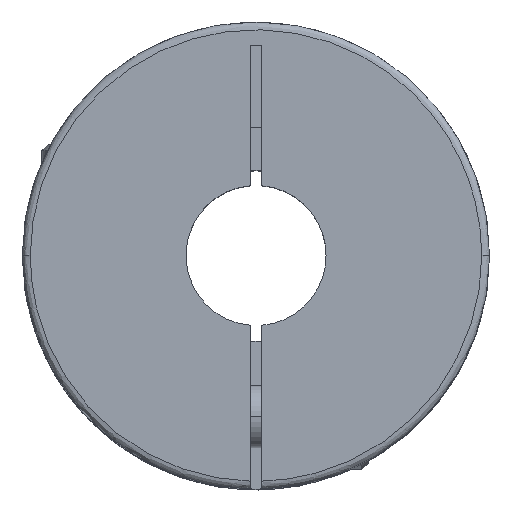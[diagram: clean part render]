
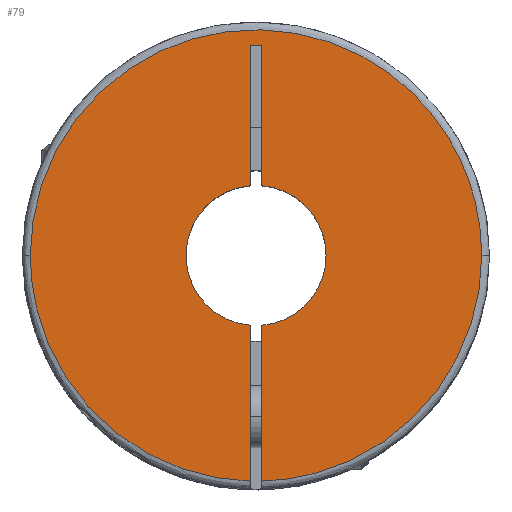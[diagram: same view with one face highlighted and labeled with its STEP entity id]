
A CAD part, top view. The second image highlights one B-rep face of the part: STEP entity #79.
In plain terms, the highlighted planar face has unit normal (0, 0, 1).
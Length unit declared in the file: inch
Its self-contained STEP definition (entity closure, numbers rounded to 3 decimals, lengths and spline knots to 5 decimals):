
#8 = LINE ( 'NONE', #611, #1259 ) ;
#39 = LINE ( 'NONE', #1289, #52 ) ;
#52 = VECTOR ( 'NONE', #3808, 39.37008 ) ;
#60 = AXIS2_PLACEMENT_3D ( 'NONE', #436, #2300, #978 ) ;
#68 = CARTESIAN_POINT ( 'NONE',  ( 0.02953, -1.14135, 0. ) ) ;
#79 = ADVANCED_FACE ( 'NONE', ( #2923 ), #3858, .F. ) ;
#97 = CARTESIAN_POINT ( 'NONE',  ( -0.02953, 0.3531, 0. ) ) ;
#104 = EDGE_CURVE ( 'NONE', #1138, #538, #2351, .T. ) ;
#105 = ORIENTED_EDGE ( 'NONE', *, *, #104, .F. ) ;
#214 = ORIENTED_EDGE ( 'NONE', *, *, #1331, .F. ) ;
#361 = CARTESIAN_POINT ( 'NONE',  ( 0.68448, -1.12441, 0. ) ) ;
#418 = LINE ( 'NONE', #651, #2636 ) ;
#436 = CARTESIAN_POINT ( 'NONE',  ( 0., 0., 0. ) ) ;
#472 = CARTESIAN_POINT ( 'NONE',  ( -1.14173, 0., 0. ) ) ;
#498 = DIRECTION ( 'NONE',  ( 1., 0., 0. ) ) ;
#516 = VERTEX_POINT ( 'NONE', #648 ) ;
#523 = ORIENTED_EDGE ( 'NONE', *, *, #3208, .T. ) ;
#538 = VERTEX_POINT ( 'NONE', #3430 ) ;
#566 = VERTEX_POINT ( 'NONE', #1830 ) ;
#598 = VERTEX_POINT ( 'NONE', #1989 ) ;
#601 = CARTESIAN_POINT ( 'NONE',  ( 0.02953, -1.1811, 0. ) ) ;
#611 = CARTESIAN_POINT ( 'NONE',  ( 0.02953, 0., 0. ) ) ;
#648 = CARTESIAN_POINT ( 'NONE',  ( -1.14173, 0., 0. ) ) ;
#651 = CARTESIAN_POINT ( 'NONE',  ( -0.02953, 0., 0. ) ) ;
#672 = EDGE_CURVE ( 'NONE', #538, #3434, #2225, .T. ) ;
#717 = EDGE_CURVE ( 'NONE', #3918, #2331, #1037, .T. ) ;
#761 = DIRECTION ( 'NONE',  ( 1., 0., 0. ) ) ;
#801 = CARTESIAN_POINT ( 'NONE',  ( -1.14173, -0.65518, 0. ) ) ;
#906 = CARTESIAN_POINT ( 'NONE',  ( 0.02953, 0.3531, 0. ) ) ;
#978 = DIRECTION ( 'NONE',  ( 1., 0., 0. ) ) ;
#999 = DIRECTION ( 'NONE',  ( 0., -1., 0. ) ) ;
#1037 = CIRCLE ( 'NONE', #2839, 0.35433 ) ;
#1053 = CARTESIAN_POINT ( 'NONE',  ( 1.14173, 2.28346, 0. ) ) ;
#1058 =( BOUNDED_CURVE ( )  B_SPLINE_CURVE ( 3, ( #1643, #3516, #361, #1619 ),
 .UNSPECIFIED., .F., .T. ) 
 B_SPLINE_CURVE_WITH_KNOTS ( ( 4, 4 ),
 ( 0.75208, 1. ),
 .UNSPECIFIED. ) 
 CURVE ( )  GEOMETRIC_REPRESENTATION_ITEM ( )  RATIONAL_B_SPLINE_CURVE ( ( 1., 0.811, 0.811, 1. ) ) 
 REPRESENTATION_ITEM ( '' )  );
#1138 = VERTEX_POINT ( 'NONE', #3679 ) ;
#1259 = VECTOR ( 'NONE', #2775, 39.37008 ) ;
#1289 = CARTESIAN_POINT ( 'NONE',  ( -0.02953, 1.06299, 0. ) ) ;
#1331 = EDGE_CURVE ( 'NONE', #1960, #3918, #418, .T. ) ;
#1388 = CARTESIAN_POINT ( 'NONE',  ( 0., 0., 0. ) ) ;
#1408 = CARTESIAN_POINT ( 'NONE',  ( -0.02953, -1.14135, 0. ) ) ;
#1427 = ORIENTED_EDGE ( 'NONE', *, *, #3235, .F. ) ;
#1505 = CARTESIAN_POINT ( 'NONE',  ( -1.14173, 0., 0. ) ) ;
#1512 = EDGE_LOOP ( 'NONE', ( #523, #3261, #214, #2953, #3653, #3542, #105, #1681, #2197, #3780, #1427 ) ) ;
#1619 = CARTESIAN_POINT ( 'NONE',  ( 0.02953, -1.14135, 0. ) ) ;
#1643 = CARTESIAN_POINT ( 'NONE',  ( 1.14173, 0., 0. ) ) ;
#1681 = ORIENTED_EDGE ( 'NONE', *, *, #3030, .T. ) ;
#1830 = CARTESIAN_POINT ( 'NONE',  ( 1.14173, 0., 0. ) ) ;
#1865 = DIRECTION ( 'NONE',  ( 0., -1., 0. ) ) ;
#1910 =( BOUNDED_CURVE ( )  B_SPLINE_CURVE ( 3, ( #1408, #3899, #801, #472 ),
 .UNSPECIFIED., .F., .T. ) 
 B_SPLINE_CURVE_WITH_KNOTS ( ( 4, 4 ),
 ( 0., 0.24792 ),
 .UNSPECIFIED. ) 
 CURVE ( )  GEOMETRIC_REPRESENTATION_ITEM ( )  RATIONAL_B_SPLINE_CURVE ( ( 1., 0.811, 0.811, 1. ) ) 
 REPRESENTATION_ITEM ( '' )  );
#1928 = VERTEX_POINT ( 'NONE', #3901 ) ;
#1937 = EDGE_CURVE ( 'NONE', #516, #566, #2330, .T. ) ;
#1953 = AXIS2_PLACEMENT_3D ( 'NONE', #2293, #3562, #2313 ) ;
#1960 = VERTEX_POINT ( 'NONE', #4059 ) ;
#1989 = CARTESIAN_POINT ( 'NONE',  ( 0.02953, 1.06299, 0. ) ) ;
#2002 = VECTOR ( 'NONE', #498, 39.37008 ) ;
#2008 = LINE ( 'NONE', #3630, #2002 ) ;
#2084 = CARTESIAN_POINT ( 'NONE',  ( -1.14173, 2.28346, 0. ) ) ;
#2096 = VERTEX_POINT ( 'NONE', #68 ) ;
#2197 = ORIENTED_EDGE ( 'NONE', *, *, #3903, .F. ) ;
#2225 = CIRCLE ( 'NONE', #60, 0.35433 ) ;
#2293 = CARTESIAN_POINT ( 'NONE',  ( 0., 0., 0. ) ) ;
#2300 = DIRECTION ( 'NONE',  ( 0., 0., 1. ) ) ;
#2313 = DIRECTION ( 'NONE',  ( -1., 0., 0. ) ) ;
#2330 =( BOUNDED_CURVE ( )  B_SPLINE_CURVE ( 3, ( #1505, #2084, #1053, #3416 ),
 .UNSPECIFIED., .F., .T. ) 
 B_SPLINE_CURVE_WITH_KNOTS ( ( 4, 4 ),
 ( 0.24792, 0.75208 ),
 .UNSPECIFIED. ) 
 CURVE ( )  GEOMETRIC_REPRESENTATION_ITEM ( )  RATIONAL_B_SPLINE_CURVE ( ( 1., 0.333, 0.333, 1. ) ) 
 REPRESENTATION_ITEM ( '' )  );
#2331 = VERTEX_POINT ( 'NONE', #3473 ) ;
#2351 = CIRCLE ( 'NONE', #3417, 0.35433 ) ;
#2636 = VECTOR ( 'NONE', #999, 39.37008 ) ;
#2775 = DIRECTION ( 'NONE',  ( 0., 1., 0. ) ) ;
#2839 = AXIS2_PLACEMENT_3D ( 'NONE', #3012, #3606, #761 ) ;
#2923 = FACE_OUTER_BOUND ( 'NONE', #1512, .T. ) ;
#2950 = VECTOR ( 'NONE', #1865, 39.37008 ) ;
#2953 = ORIENTED_EDGE ( 'NONE', *, *, #4051, .T. ) ;
#3012 = CARTESIAN_POINT ( 'NONE',  ( 0., 0., 0. ) ) ;
#3030 = EDGE_CURVE ( 'NONE', #1138, #2096, #3444, .T. ) ;
#3208 = EDGE_CURVE ( 'NONE', #1928, #2331, #39, .T. ) ;
#3235 = EDGE_CURVE ( 'NONE', #1928, #516, #1910, .T. ) ;
#3261 = ORIENTED_EDGE ( 'NONE', *, *, #717, .F. ) ;
#3314 = DIRECTION ( 'NONE',  ( 0., 0., 1. ) ) ;
#3416 = CARTESIAN_POINT ( 'NONE',  ( 1.14173, 0., 0. ) ) ;
#3417 = AXIS2_PLACEMENT_3D ( 'NONE', #1388, #3314, #3643 ) ;
#3430 = CARTESIAN_POINT ( 'NONE',  ( 0.35433, 0., 0. ) ) ;
#3434 = VERTEX_POINT ( 'NONE', #906 ) ;
#3444 = LINE ( 'NONE', #601, #2950 ) ;
#3473 = CARTESIAN_POINT ( 'NONE',  ( -0.02953, -0.3531, 0. ) ) ;
#3516 = CARTESIAN_POINT ( 'NONE',  ( 1.14173, -0.65518, 0. ) ) ;
#3542 = ORIENTED_EDGE ( 'NONE', *, *, #672, .F. ) ;
#3562 = DIRECTION ( 'NONE',  ( 0., 0., -1. ) ) ;
#3606 = DIRECTION ( 'NONE',  ( 0., 0., 1. ) ) ;
#3630 = CARTESIAN_POINT ( 'NONE',  ( 0.02953, 1.06299, 0. ) ) ;
#3643 = DIRECTION ( 'NONE',  ( 1., 0., 0. ) ) ;
#3653 = ORIENTED_EDGE ( 'NONE', *, *, #3665, .F. ) ;
#3665 = EDGE_CURVE ( 'NONE', #3434, #598, #8, .T. ) ;
#3679 = CARTESIAN_POINT ( 'NONE',  ( 0.02953, -0.3531, 0. ) ) ;
#3780 = ORIENTED_EDGE ( 'NONE', *, *, #1937, .F. ) ;
#3808 = DIRECTION ( 'NONE',  ( 0., 1., 0. ) ) ;
#3858 = PLANE ( 'NONE',  #1953 ) ;
#3899 = CARTESIAN_POINT ( 'NONE',  ( -0.68448, -1.12441, 0. ) ) ;
#3901 = CARTESIAN_POINT ( 'NONE',  ( -0.02953, -1.14135, 0. ) ) ;
#3903 = EDGE_CURVE ( 'NONE', #566, #2096, #1058, .T. ) ;
#3918 = VERTEX_POINT ( 'NONE', #97 ) ;
#4051 = EDGE_CURVE ( 'NONE', #1960, #598, #2008, .T. ) ;
#4059 = CARTESIAN_POINT ( 'NONE',  ( -0.02953, 1.06299, 0. ) ) ;
